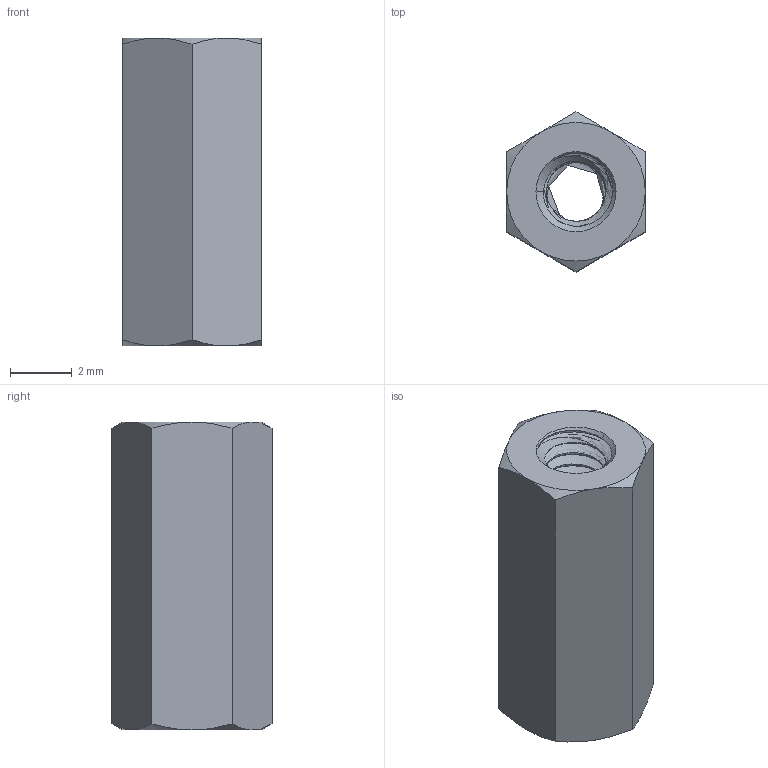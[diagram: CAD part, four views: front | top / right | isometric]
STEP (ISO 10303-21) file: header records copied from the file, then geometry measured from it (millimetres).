
FILE_DESCRIPTION(/* description */ (''),/* implementation_level */ '2;1');
FILE_NAME(/* name */ 'M2.5 hex standoff 10 ff_v1.step',/* time_stamp */ '2023-01-28T13:12:05-08:00',/* author */ (''),/* organization */ (''),/* preprocessor_version */ 'ST-DEVELOPER v19.2',/* originating_system */ 'Autodesk Translation Framework v11.17.0.187',/* authorisation */ '');
FILE_SCHEMA (('AUTOMOTIVE_DESIGN { 1 0 10303 214 3 1 1 }'));
Length unit declared in the file: millimetre
Products named in the file (2): M2.5 hex standoff 10 ff; 92080A005_Zinc-Plated Brass Female Threaded Hex Standoff
Assembly tree (1 placements, depth 2):
  M2.5 hex standoff 10 ff
    92080A005_Zinc-Plated Brass Female Threaded Hex Standoff
Bounding box: 4.5 x 5.2 x 10 mm (x, y, z)
Volume: 136.1 mm3; surface area: 299.5 mm2
Topology: 1 solids, 1 shells, 73 faces, 201 edges, 130 vertices
Faces by surface type: cylinder 45, cone 17, plane 8, bspline 3
Entity records: 7868 total; most frequent: CARTESIAN_POINT 6249, ORIENTED_EDGE 402, DIRECTION 237, EDGE_CURVE 201, VERTEX_POINT 130, AXIS2_PLACEMENT_3D 91, B_SPLINE_CURVE_WITH_KNOTS 81, EDGE_LOOP 75
